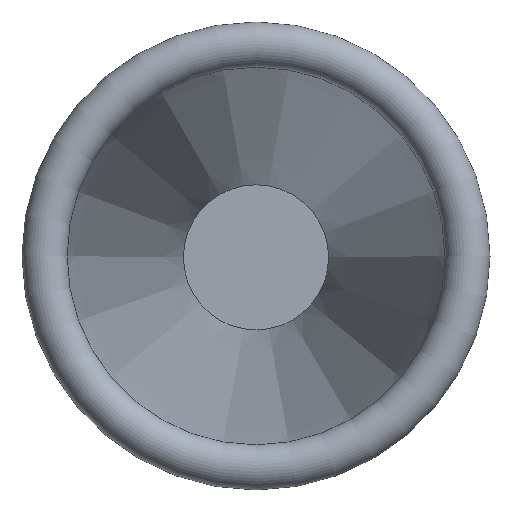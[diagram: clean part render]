
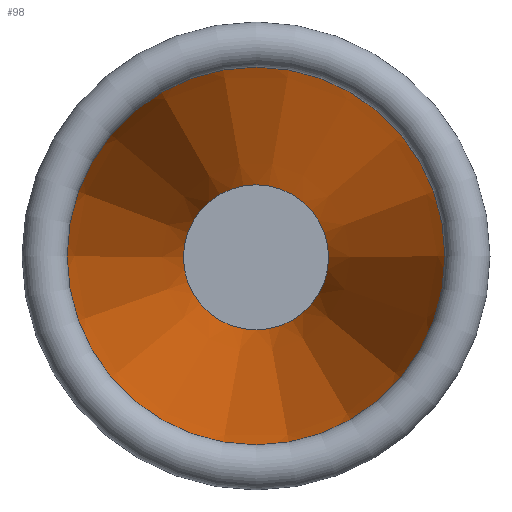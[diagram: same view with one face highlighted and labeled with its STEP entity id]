
A CAD part, top view. The second image highlights one B-rep face of the part: STEP entity #98.
In plain terms, the highlighted conical face has half-angle 10 degrees and reference radius 1.75 mm.
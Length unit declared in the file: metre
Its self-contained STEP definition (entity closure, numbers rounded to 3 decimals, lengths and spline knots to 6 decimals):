
#24=ORIENTED_EDGE('',*,*,#36,.F.);
#25=ORIENTED_EDGE('',*,*,#37,.F.);
#36=EDGE_CURVE('',#44,#44,#52,.F.);
#37=EDGE_CURVE('',#45,#45,#53,.T.);
#44=VERTEX_POINT('',#181);
#45=VERTEX_POINT('',#184);
#52=CIRCLE('',#124,0.005003);
#53=CIRCLE('',#126,0.001787);
#64=EDGE_LOOP('',(#24));
#65=EDGE_LOOP('',(#25));
#80=FACE_BOUND('',#64,.T.);
#81=FACE_BOUND('',#65,.T.);
#91=CONICAL_SURFACE('',#127,0.00175,0.175);
#98=ADVANCED_FACE('',(#80,#81),#91,.F.);
#124=AXIS2_PLACEMENT_3D('',#180,#148,#149);
#126=AXIS2_PLACEMENT_3D('',#183,#152,#153);
#127=AXIS2_PLACEMENT_3D('',#185,#154,#155);
#148=DIRECTION('',(0.,0.,1.));
#149=DIRECTION('',(1.,0.,0.));
#152=DIRECTION('',(0.,0.,1.));
#153=DIRECTION('',(1.,0.,0.));
#154=DIRECTION('',(0.,0.,1.));
#155=DIRECTION('',(1.,0.,0.));
#180=CARTESIAN_POINT('',(0.,0.,0.018493));
#181=CARTESIAN_POINT('',(0.005003,0.,0.018493));
#183=CARTESIAN_POINT('',(0.,0.,0.000254));
#184=CARTESIAN_POINT('',(0.001787,0.,0.000254));
#185=CARTESIAN_POINT('',(0.,0.,0.000044));
